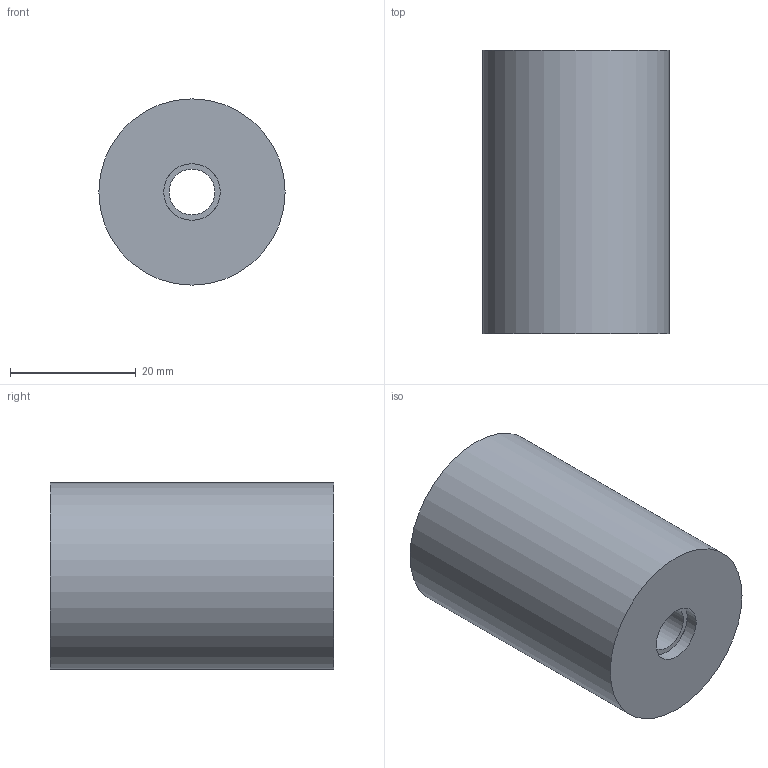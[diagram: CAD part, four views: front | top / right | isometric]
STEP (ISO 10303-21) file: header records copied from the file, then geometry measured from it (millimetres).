
FILE_DESCRIPTION(/* description */ ('STEP AP214'),/* implementation_level */ '2;1');
FILE_NAME(/* name */ '534499_MS6-LFP-C',/* time_stamp */ '2024-09-10T17:18:51+02:00',/* author */ ('License CC BY-ND 4.0'),/* organization */ ('CADENAS'),/* preprocessor_version */ 'ST-DEVELOPER v19.3',/* originating_system */ 'PARTsolutions',/* authorisation */ ' ');
FILE_SCHEMA (('AUTOMOTIVE_DESIGN {1 0 10303 214 3 1 1}'));
Length unit declared in the file: millimetre
Products named in the file (1): 534499 MS6-LFP-C
Bounding box: 29.6 x 45 x 29.6 mm (x, y, z)
Volume: 13753.6 mm3; surface area: 15897.1 mm2
Topology: 1 solids, 1 shells, 78 faces, 202 edges, 128 vertices
Faces by surface type: plane 44, cylinder 14, torus 10, cone 10
Full cylindrical faces by diameter (mm): 7.3 x1, 9 x1, 25.6 x1, 29.6 x1
Entity records: 2988 total; most frequent: CARTESIAN_POINT 543, ORIENTED_EDGE 394, DIRECTION 392, EDGE_CURVE 197, AXIS2_PLACEMENT_3D 156, VERTEX_POINT 127, EDGE_LOOP 86, FACE_BOUND 86
